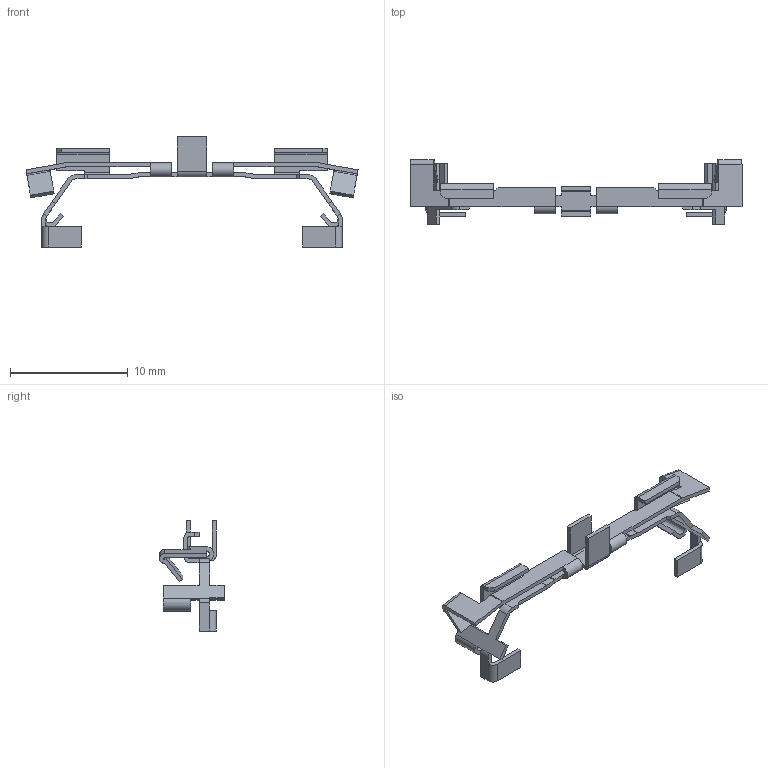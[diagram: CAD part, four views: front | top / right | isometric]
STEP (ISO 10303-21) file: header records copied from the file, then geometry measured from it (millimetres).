
FILE_DESCRIPTION((''),'2;1');
FILE_NAME('C-1717832-2','2008-09-13T',('workeradm'),('Tyco Electronics Corporation'),'PRO/ENGINEER BY PARAMETRIC TECHNOLOGY CORPORATION, 2005450','PRO/ENGINEER BY PARAMETRIC TECHNOLOGY CORPORATION, 2005450','');
FILE_SCHEMA(('CONFIG_CONTROL_DESIGN', 'GEOMETRIC_VALIDATION_PROPERTIES_MIM'));
Length unit declared in the file: millimetre
Products named in the file (1): C-1717832-2
Bounding box: 28.2 x 5.5 x 9.35 mm (x, y, z)
Volume: 62.7 mm3; surface area: 437.3 mm2
Topology: 1 solids, 1 shells, 186 faces, 524 edges, 340 vertices
Faces by surface type: plane 138, cylinder 48
Entity records: 6069 total; most frequent: CARTESIAN_POINT 1051, ORIENTED_EDGE 1048, DIRECTION 992, EDGE_CURVE 524, VECTOR 428, LINE 428, VERTEX_POINT 340, AXIS2_PLACEMENT_3D 282
